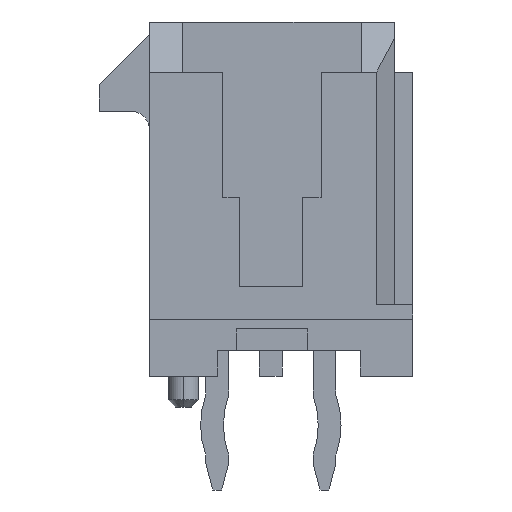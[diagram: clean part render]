
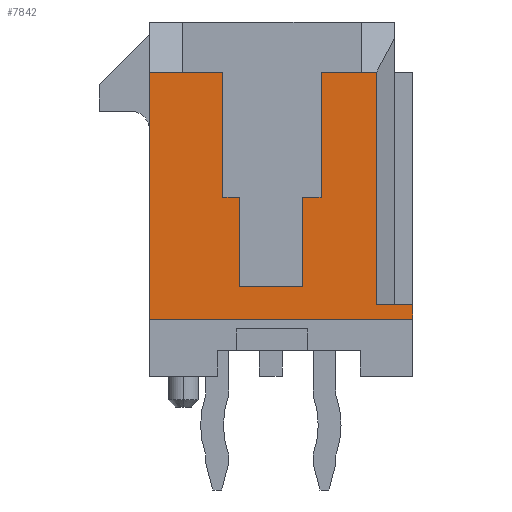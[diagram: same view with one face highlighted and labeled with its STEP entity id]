
A CAD part, left-side view. The second image highlights one B-rep face of the part: STEP entity #7842.
In plain terms, the highlighted planar face has unit normal (-1, 0, 0).
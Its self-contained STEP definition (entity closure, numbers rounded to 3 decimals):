
#1=DIRECTION('',(0.,0.,-1.));
#2=VECTOR('',#1,3.5);
#3=CARTESIAN_POINT('',(-13.825,-1.405,3.55));
#4=LINE('',#3,#2);
#5=DIRECTION('',(0.,1.,0.));
#6=VECTOR('',#5,1.125);
#7=CARTESIAN_POINT('',(-13.825,-2.53,3.55));
#8=LINE('',#7,#6);
#9=DIRECTION('',(0.,-1.,0.));
#10=VECTOR('',#9,0.43);
#11=CARTESIAN_POINT('',(-13.825,-2.53,3.55));
#12=LINE('',#11,#10);
#13=DIRECTION('',(0.,0.,-1.));
#14=VECTOR('',#13,6.51);
#15=CARTESIAN_POINT('',(-13.825,-2.96,3.55));
#16=LINE('',#15,#14);
#17=DIRECTION('',(0.,0.,-1.));
#18=VECTOR('',#17,0.4);
#19=CARTESIAN_POINT('',(-13.825,-3.97,-2.96));
#20=LINE('',#19,#18);
#21=DIRECTION('',(0.,1.,0.));
#22=VECTOR('',#21,7.37);
#23=CARTESIAN_POINT('',(-13.825,-3.97,-3.36));
#24=LINE('',#23,#22);
#25=DIRECTION('',(0.,0.,1.));
#26=VECTOR('',#25,6.91);
#27=CARTESIAN_POINT('',(-13.825,3.4,-3.36));
#28=LINE('',#27,#26);
#29=DIRECTION('',(0.,-1.,0.));
#30=VECTOR('',#29,0.93);
#31=CARTESIAN_POINT('',(-13.825,3.4,3.55));
#32=LINE('',#31,#30);
#33=DIRECTION('',(0.,1.,0.));
#34=VECTOR('',#33,1.125);
#35=CARTESIAN_POINT('',(-13.825,1.345,3.55));
#36=LINE('',#35,#34);
#37=DIRECTION('',(0.,0.,-1.));
#38=VECTOR('',#37,3.5);
#39=CARTESIAN_POINT('',(-13.825,1.345,3.55));
#40=LINE('',#39,#38);
#41=DIRECTION('',(0.,1.,0.));
#42=VECTOR('',#41,0.47);
#43=CARTESIAN_POINT('',(-13.825,0.875,0.05));
#44=LINE('',#43,#42);
#45=DIRECTION('',(0.,0.,1.));
#46=VECTOR('',#45,2.5);
#47=CARTESIAN_POINT('',(-13.825,0.875,-2.45));
#48=LINE('',#47,#46);
#49=DIRECTION('',(0.,1.,0.));
#50=VECTOR('',#49,1.75);
#51=CARTESIAN_POINT('',(-13.825,-0.875,-2.45));
#52=LINE('',#51,#50);
#53=DIRECTION('',(0.,0.,-1.));
#54=VECTOR('',#53,2.5);
#55=CARTESIAN_POINT('',(-13.825,-0.875,0.05));
#56=LINE('',#55,#54);
#57=DIRECTION('',(0.,1.,0.));
#58=VECTOR('',#57,0.53);
#59=CARTESIAN_POINT('',(-13.825,-1.405,0.05));
#60=LINE('',#59,#58);
#1875=DIRECTION('',(0.,1.,0.));
#1876=VECTOR('',#1875,1.01);
#1877=CARTESIAN_POINT('',(-13.825,-3.97,-2.96));
#1878=LINE('',#1877,#1876);
#5928=CARTESIAN_POINT('',(-13.825,3.4,3.55));
#5930=VERTEX_POINT('',#5928);
#5977=CARTESIAN_POINT('',(-13.825,-3.97,-2.96));
#5978=CARTESIAN_POINT('',(-13.825,-2.96,-2.96));
#5979=VERTEX_POINT('',#5977);
#5980=VERTEX_POINT('',#5978);
#5985=CARTESIAN_POINT('',(-13.825,2.47,3.55));
#5986=VERTEX_POINT('',#5985);
#5987=CARTESIAN_POINT('',(-13.825,-2.53,3.55));
#5988=VERTEX_POINT('',#5987);
#6229=CARTESIAN_POINT('',(-13.825,-1.405,3.55));
#6230=CARTESIAN_POINT('',(-13.825,-1.405,0.05));
#6231=VERTEX_POINT('',#6229);
#6232=VERTEX_POINT('',#6230);
#6233=CARTESIAN_POINT('',(-13.825,-0.875,0.05));
#6234=VERTEX_POINT('',#6233);
#6235=CARTESIAN_POINT('',(-13.825,-0.875,-2.45));
#6236=VERTEX_POINT('',#6235);
#6237=CARTESIAN_POINT('',(-13.825,0.875,-2.45));
#6238=VERTEX_POINT('',#6237);
#6239=CARTESIAN_POINT('',(-13.825,0.875,0.05));
#6240=VERTEX_POINT('',#6239);
#6241=CARTESIAN_POINT('',(-13.825,1.345,0.05));
#6242=VERTEX_POINT('',#6241);
#6243=CARTESIAN_POINT('',(-13.825,1.345,3.55));
#6244=VERTEX_POINT('',#6243);
#7757=CARTESIAN_POINT('',(-13.825,-3.97,-3.36));
#7758=CARTESIAN_POINT('',(-13.825,3.4,-3.36));
#7759=VERTEX_POINT('',#7757);
#7760=VERTEX_POINT('',#7758);
#7801=CARTESIAN_POINT('',(-13.825,-2.96,3.55));
#7802=VERTEX_POINT('',#7801);
#7803=CARTESIAN_POINT('',(-13.825,0.,0.));
#7804=DIRECTION('',(1.,0.,0.));
#7805=DIRECTION('',(0.,0.,-1.));
#7806=AXIS2_PLACEMENT_3D('',#7803,#7804,#7805);
#7807=PLANE('',#7806);
#7809=ORIENTED_EDGE('',*,*,#7808,.F.);
#7811=ORIENTED_EDGE('',*,*,#7810,.F.);
#7813=ORIENTED_EDGE('',*,*,#7812,.T.);
#7815=ORIENTED_EDGE('',*,*,#7814,.T.);
#7817=ORIENTED_EDGE('',*,*,#7816,.F.);
#7819=ORIENTED_EDGE('',*,*,#7818,.T.);
#7821=ORIENTED_EDGE('',*,*,#7820,.T.);
#7823=ORIENTED_EDGE('',*,*,#7822,.T.);
#7825=ORIENTED_EDGE('',*,*,#7824,.T.);
#7827=ORIENTED_EDGE('',*,*,#7826,.F.);
#7829=ORIENTED_EDGE('',*,*,#7828,.T.);
#7831=ORIENTED_EDGE('',*,*,#7830,.F.);
#7833=ORIENTED_EDGE('',*,*,#7832,.F.);
#7835=ORIENTED_EDGE('',*,*,#7834,.F.);
#7837=ORIENTED_EDGE('',*,*,#7836,.F.);
#7839=ORIENTED_EDGE('',*,*,#7838,.F.);
#7840=EDGE_LOOP('',(#7809,#7811,#7813,#7815,#7817,#7819,#7821,#7823,#7825,#7827,
#7829,#7831,#7833,#7835,#7837,#7839));
#7841=FACE_OUTER_BOUND('',#7840,.F.);
#7842=ADVANCED_FACE('',(#7841),#7807,.F.);
#7808=EDGE_CURVE('',#6231,#6232,#4,.T.);
#7810=EDGE_CURVE('',#5988,#6231,#8,.T.);
#7812=EDGE_CURVE('',#5988,#7802,#12,.T.);
#7814=EDGE_CURVE('',#7802,#5980,#16,.T.);
#7816=EDGE_CURVE('',#5979,#5980,#1878,.T.);
#7818=EDGE_CURVE('',#5979,#7759,#20,.T.);
#7820=EDGE_CURVE('',#7759,#7760,#24,.T.);
#7822=EDGE_CURVE('',#7760,#5930,#28,.T.);
#7824=EDGE_CURVE('',#5930,#5986,#32,.T.);
#7826=EDGE_CURVE('',#6244,#5986,#36,.T.);
#7828=EDGE_CURVE('',#6244,#6242,#40,.T.);
#7830=EDGE_CURVE('',#6240,#6242,#44,.T.);
#7832=EDGE_CURVE('',#6238,#6240,#48,.T.);
#7834=EDGE_CURVE('',#6236,#6238,#52,.T.);
#7836=EDGE_CURVE('',#6234,#6236,#56,.T.);
#7838=EDGE_CURVE('',#6232,#6234,#60,.T.);
